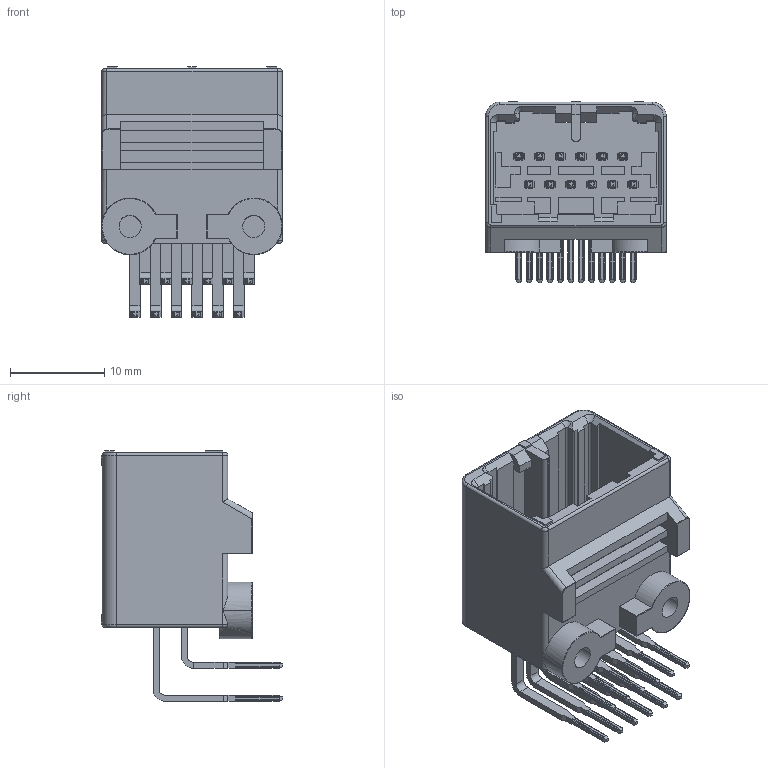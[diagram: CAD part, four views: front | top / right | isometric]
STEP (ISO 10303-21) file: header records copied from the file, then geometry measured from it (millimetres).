
FILE_DESCRIPTION( ('This file contains a STEP AP42 implementation' ,'as created by ZW3D STEP Interface translator.') ,'2;1' );
FILE_NAME( '72230-2MR012ABSNBT1.stp' ,'231026.171259', (''), ('ZWCAD Software Co.'), 'Version 1.0', 'ZW3D to STEP translator', '' );
FILE_SCHEMA(('AUTOMOTIVE_DESIGN { 1 0 10303 214 1 1 1 1 }'));
Length unit declared in the file: millimetre
Products named in the file (2): 0; 72230-2MR012ABSNBT1
Bounding box: 19.1 x 19.2 x 26.52 mm (x, y, z)
Volume: 2240.4 mm3; surface area: 4414.9 mm2
Topology: 1 solids, 49 shells, 1963 faces, 5492 edges, 3631 vertices
Faces by surface type: plane 1406, bspline 360, cylinder 189, cone 4, sphere 4
Entity records: 80999 total; most frequent: CARTESIAN_POINT 37136, ORIENTED_EDGE 10984, EDGE_CURVE 5492, DIRECTION 5104, B_SPLINE_CURVE_WITH_KNOTS 3742, VERTEX_POINT 3631, EDGE_LOOP 2047, FACE_OUTER_BOUND 1963
